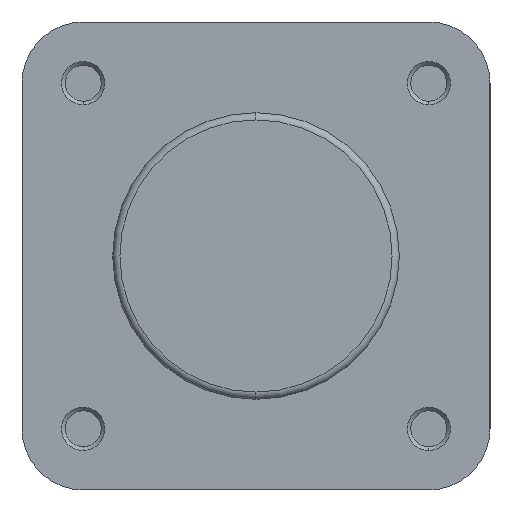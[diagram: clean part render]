
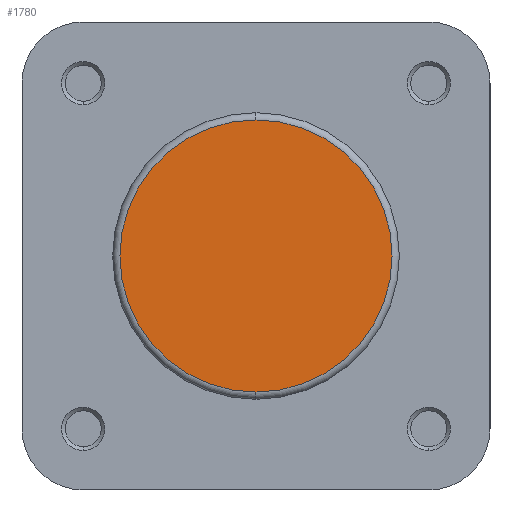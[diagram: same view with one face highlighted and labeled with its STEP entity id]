
A CAD part, left-side view. The second image highlights one B-rep face of the part: STEP entity #1780.
In plain terms, the highlighted planar face has unit normal (-1, 0, 0).
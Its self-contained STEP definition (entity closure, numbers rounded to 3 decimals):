
#521 = PLANE ( 'NONE',  #3195 ) ;
#528 = CARTESIAN_POINT ( 'NONE',  ( 21., 19.9, 0. ) ) ;
#537 = DIRECTION ( 'NONE',  ( 1., 0., 0. ) ) ;
#538 = DIRECTION ( 'NONE',  ( 0., 0., -1. ) ) ;
#625 = CARTESIAN_POINT ( 'NONE',  ( 21., 0., -18.9 ) ) ;
#718 = CARTESIAN_POINT ( 'NONE',  ( 21., 0., 18.9 ) ) ;
#1249 = CARTESIAN_POINT ( 'NONE',  ( 21., 0., 0. ) ) ;
#1262 = DIRECTION ( 'NONE',  ( -1., 0., 0. ) ) ;
#1263 = DIRECTION ( 'NONE',  ( 0., 0., -1. ) ) ;
#1467 = CARTESIAN_POINT ( 'NONE',  ( 21., 0., 0. ) ) ;
#1475 = DIRECTION ( 'NONE',  ( -1., 0., 0. ) ) ;
#1476 = DIRECTION ( 'NONE',  ( 0., 0., -1. ) ) ;
#1780 = ADVANCED_FACE ( 'NONE', ( #2350 ), #521, .F. ) ;
#1815 = VERTEX_POINT ( 'NONE', #625 ) ;
#1908 = VERTEX_POINT ( 'NONE', #718 ) ;
#2350 = FACE_OUTER_BOUND ( 'NONE', #3985, .T. ) ;
#2648 = CIRCLE ( 'NONE', #3302, 18.9 ) ;
#2757 = CIRCLE ( 'NONE', #3353, 18.9 ) ;
#3195 = AXIS2_PLACEMENT_3D ( 'NONE', #528, #537, #538 ) ;
#3302 = AXIS2_PLACEMENT_3D ( 'NONE', #1249, #1262, #1263 ) ;
#3353 = AXIS2_PLACEMENT_3D ( 'NONE', #1467, #1475, #1476 ) ;
#3985 = EDGE_LOOP ( 'NONE', ( #4603, #4636 ) ) ;
#4603 = ORIENTED_EDGE ( 'NONE', *, *, #4713, .T. ) ;
#4636 = ORIENTED_EDGE ( 'NONE', *, *, #4832, .T. ) ;
#4713 = EDGE_CURVE ( 'NONE', #1815, #1908, #2648, .T. ) ;
#4832 = EDGE_CURVE ( 'NONE', #1908, #1815, #2757, .T. ) ;
